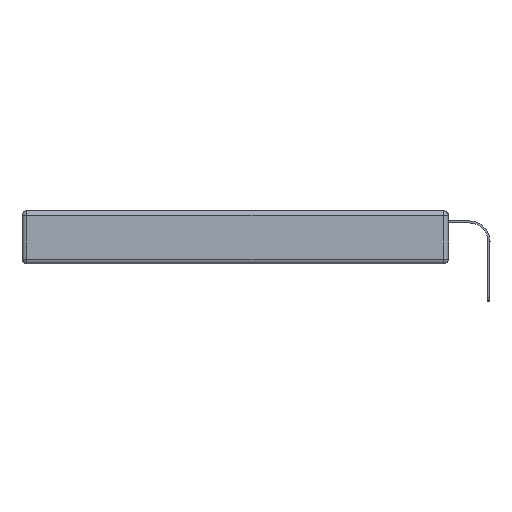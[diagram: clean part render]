
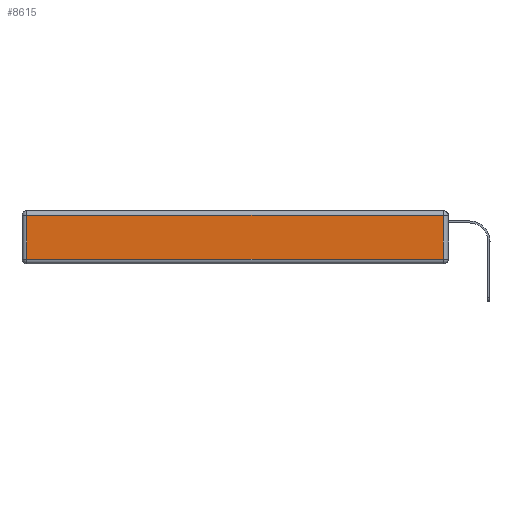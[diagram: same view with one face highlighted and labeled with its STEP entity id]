
A CAD part, left-side view. The second image highlights one B-rep face of the part: STEP entity #8615.
In plain terms, the highlighted planar face has unit normal (-1, 0, 0).
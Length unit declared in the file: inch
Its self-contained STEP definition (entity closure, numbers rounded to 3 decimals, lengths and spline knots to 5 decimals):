
#1702 = VERTEX_POINT ( 'NONE', #8594 ) ;
#1947 = DIRECTION ( 'NONE',  ( 0., 1., 0. ) ) ;
#1995 = ORIENTED_EDGE ( 'NONE', *, *, #4445, .T. ) ;
#2131 = AXIS2_PLACEMENT_3D ( 'NONE', #5118, #11586, #9412 ) ;
#2176 = LINE ( 'NONE', #2239, #6355 ) ;
#2239 = CARTESIAN_POINT ( 'NONE',  ( 0., 0., -0.313 ) ) ;
#2675 = VECTOR ( 'NONE', #5048, 39.37008 ) ;
#2959 = EDGE_LOOP ( 'NONE', ( #3632, #6773, #10356, #1995 ) ) ;
#3141 = VERTEX_POINT ( 'NONE', #13498 ) ;
#3364 = DIRECTION ( 'NONE',  ( 0., -1., 0. ) ) ;
#3632 = ORIENTED_EDGE ( 'NONE', *, *, #10522, .T. ) ;
#4248 = LINE ( 'NONE', #11571, #6631 ) ;
#4445 = EDGE_CURVE ( 'NONE', #12873, #3141, #7106, .T. ) ;
#5048 = DIRECTION ( 'NONE',  ( 0., 0., -1. ) ) ;
#5118 = CARTESIAN_POINT ( 'NONE',  ( 0., 0., -0.343 ) ) ;
#5166 = VERTEX_POINT ( 'NONE', #9810 ) ;
#6175 = FACE_OUTER_BOUND ( 'NONE', #2959, .T. ) ;
#6355 = VECTOR ( 'NONE', #3364, 39.37008 ) ;
#6631 = VECTOR ( 'NONE', #1947, 39.37008 ) ;
#6773 = ORIENTED_EDGE ( 'NONE', *, *, #12993, .T. ) ;
#6835 = VECTOR ( 'NONE', #13709, 39.37008 ) ;
#7106 = LINE ( 'NONE', #10387, #2675 ) ;
#7317 = CARTESIAN_POINT ( 'NONE',  ( 0., 0.03, -0.343 ) ) ;
#8594 = CARTESIAN_POINT ( 'NONE',  ( 0., 0.03, -0.313 ) ) ;
#8615 = ADVANCED_FACE ( 'NONE', ( #6175 ), #13759, .T. ) ;
#9412 = DIRECTION ( 'NONE',  ( 0., 0., 1. ) ) ;
#9810 = CARTESIAN_POINT ( 'NONE',  ( 0., 0.03, -0.03 ) ) ;
#10356 = ORIENTED_EDGE ( 'NONE', *, *, #13734, .T. ) ;
#10387 = CARTESIAN_POINT ( 'NONE',  ( 0., 2.72, -0.343 ) ) ;
#10522 = EDGE_CURVE ( 'NONE', #3141, #1702, #2176, .T. ) ;
#11571 = CARTESIAN_POINT ( 'NONE',  ( 0., 2.75, -0.03 ) ) ;
#11586 = DIRECTION ( 'NONE',  ( -1., 0., 0. ) ) ;
#11656 = LINE ( 'NONE', #7317, #6835 ) ;
#12379 = CARTESIAN_POINT ( 'NONE',  ( 0., 2.72, -0.03 ) ) ;
#12873 = VERTEX_POINT ( 'NONE', #12379 ) ;
#12993 = EDGE_CURVE ( 'NONE', #1702, #5166, #11656, .T. ) ;
#13498 = CARTESIAN_POINT ( 'NONE',  ( 0., 2.72, -0.313 ) ) ;
#13709 = DIRECTION ( 'NONE',  ( 0., 0., 1. ) ) ;
#13734 = EDGE_CURVE ( 'NONE', #5166, #12873, #4248, .T. ) ;
#13759 = PLANE ( 'NONE',  #2131 ) ;
